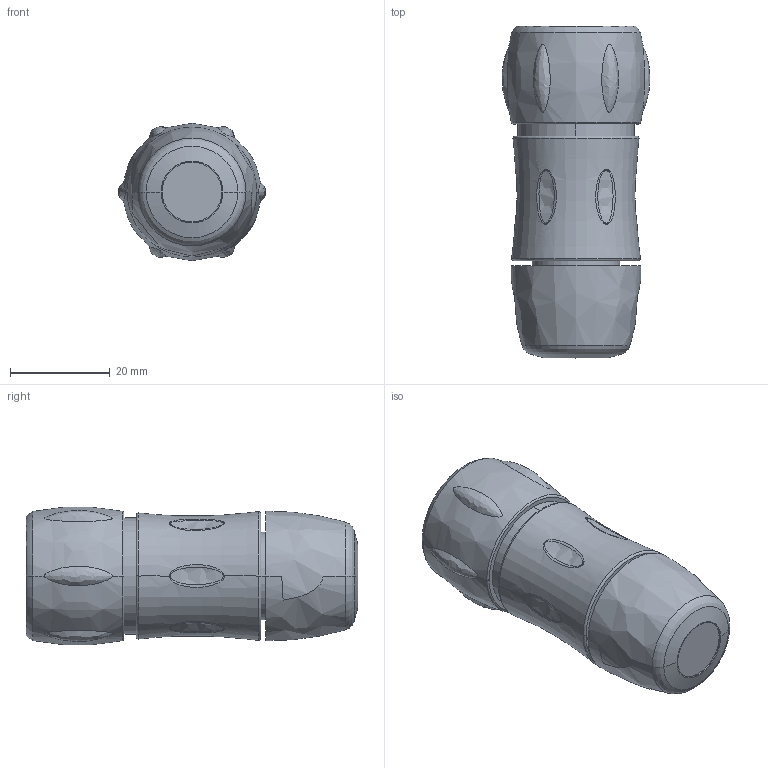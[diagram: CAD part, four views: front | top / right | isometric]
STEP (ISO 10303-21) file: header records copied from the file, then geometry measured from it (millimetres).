
FILE_DESCRIPTION((''),'2;1');
FILE_NAME('UTS6JC12E10S-CATALOGUE','2010-12-23T',('Gsineau'),('SOURIAU'),'PRO/ENGINEER BY PARAMETRIC TECHNOLOGY CORPORATION, 2010140','PRO/ENGINEER BY PARAMETRIC TECHNOLOGY CORPORATION, 2010140','');
FILE_SCHEMA(('CONFIG_CONTROL_DESIGN'));
Length unit declared in the file: millimetre
Products named in the file (1): UTS6JC12E10S-CATALOGUE
Bounding box: 29.66 x 66.6 x 27.57 mm (x, y, z)
Volume: 31503.2 mm3; surface area: 8904.7 mm2
Topology: 2 solids, 2 shells, 198 faces, 450 edges, 285 vertices
Faces by surface type: plane 55, bspline 45, cylinder 41, cone 24, torus 21, sphere 12
Entity records: 10777 total; most frequent: CARTESIAN_POINT 6454, ORIENTED_EDGE 900, DIRECTION 865, EDGE_CURVE 450, AXIS2_PLACEMENT_3D 366, VERTEX_POINT 285, EDGE_LOOP 229, CIRCLE 213
